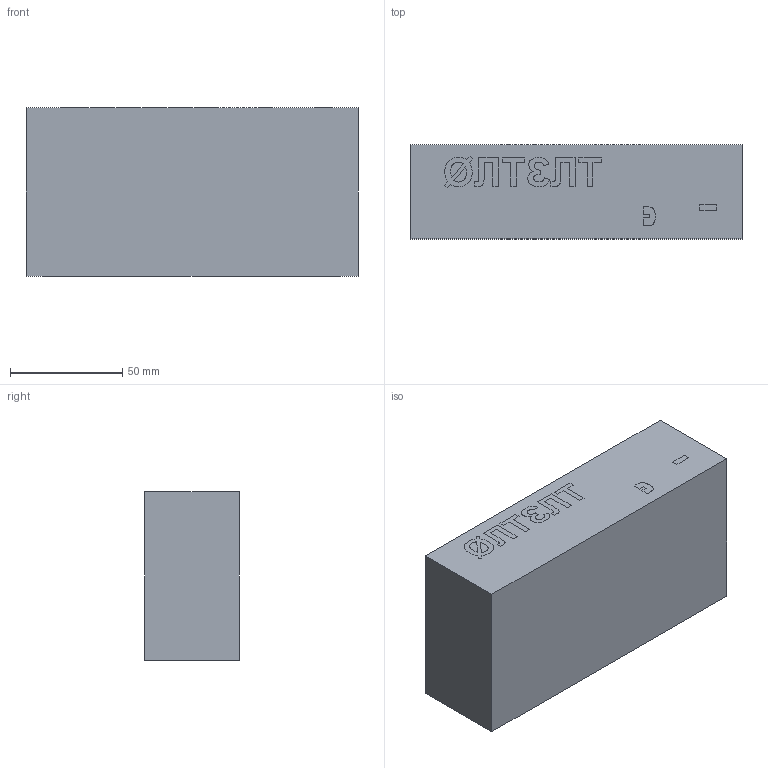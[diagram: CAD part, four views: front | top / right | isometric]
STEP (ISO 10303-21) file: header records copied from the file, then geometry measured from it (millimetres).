
FILE_DESCRIPTION(/* description */ (''),/* implementation_level */ '2;1');
FILE_NAME(/* name */ 'KontentKelder v1.stp',/* time_stamp */ '2025-09-12T00:17:22+02:00',/* author */ (''),/* organization */ (''),/* preprocessor_version */ 'ST-DEVELOPER v20.1',/* originating_system */ 'Autodesk Translation Framework v14.10.0.0',/* authorisation */ '');
FILE_SCHEMA (('AUTOMOTIVE_DESIGN { 1 0 10303 214 3 1 1 }'));
Length unit declared in the file: millimetre
Products named in the file (1): KontentKelder
Bounding box: 148 x 42 x 75 mm (x, y, z)
Volume: 191640 mm3; surface area: 70670 mm2
Topology: 11 solids, 11 shells, 263 faces, 720 edges, 480 vertices
Faces by surface type: plane 151, bspline 112
Entity records: 8497 total; most frequent: CARTESIAN_POINT 2528, ORIENTED_EDGE 1440, DIRECTION 800, EDGE_CURVE 720, LINE 496, VECTOR 496, VERTEX_POINT 480, EDGE_LOOP 284
